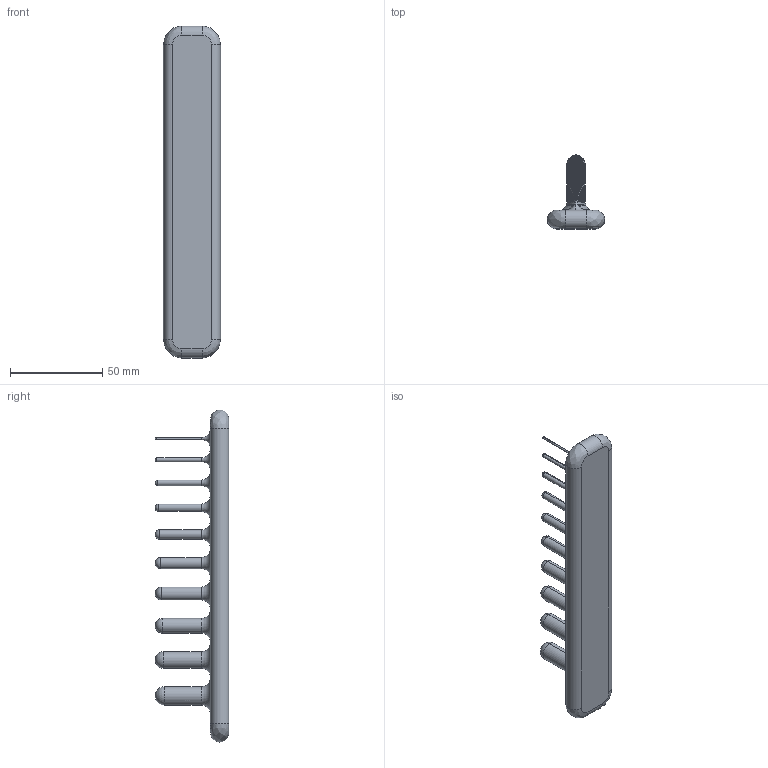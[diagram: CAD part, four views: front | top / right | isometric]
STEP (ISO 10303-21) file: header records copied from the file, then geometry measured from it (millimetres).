
FILE_DESCRIPTION((''),'2;1');
FILE_NAME('BENCHMARK_RADIEN','2023-11-06T20:18:13',('jpusi'),(''),'CREO PARAMETRIC BY PTC INC, 2018400','CREO PARAMETRIC BY PTC INC, 2018400','');
FILE_SCHEMA(('CONFIG_CONTROL_DESIGN'));
Length unit declared in the file: millimetre
Products named in the file (1): BENCHMARK_RADIEN
Bounding box: 31 x 40 x 180 mm (x, y, z)
Volume: 60648.6 mm3; surface area: 17898.3 mm2
Topology: 1 solids, 1 shells, 70 faces, 164 edges, 77 vertices
Faces by surface type: cylinder 24, torus 20, sphere 20, bspline 4, plane 2
Entity records: 1985 total; most frequent: CARTESIAN_POINT 412, DIRECTION 388, ORIENTED_EDGE 288, AXIS2_PLACEMENT_3D 180, EDGE_CURVE 144, CIRCLE 114, VERTEX_POINT 77, EDGE_LOOP 71
